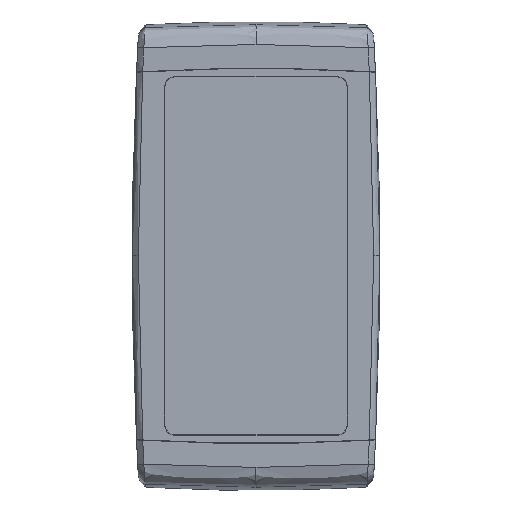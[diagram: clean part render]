
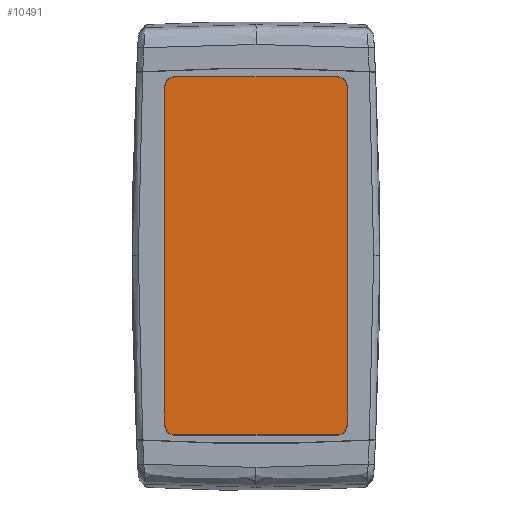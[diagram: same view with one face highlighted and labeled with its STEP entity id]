
A CAD part, top view. The second image highlights one B-rep face of the part: STEP entity #10491.
In plain terms, the highlighted face is planar.
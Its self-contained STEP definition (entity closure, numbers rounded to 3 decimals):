
#10390=CARTESIAN_POINT('',(27.5,51.0,2.0));
#10391=VERTEX_POINT('',#10390);
#10392=CARTESIAN_POINT('',(27.5,-51.0,2.0));
#10393=VERTEX_POINT('',#10392);
#10394=CARTESIAN_POINT('',(27.5,51.0,2.0));
#10395=DIRECTION('',(0.0,-1.0,0.0));
#10396=VECTOR('',#10395,102.0);
#10397=LINE('',#10394,#10396);
#10398=EDGE_CURVE('',#10391,#10393,#10397,.T.);
#10425=CARTESIAN_POINT('',(0.0,0.,2.0));
#10426=DIRECTION('',(0.0,0.0,1.0));
#10427=DIRECTION('',(1.0,0.0,0.0));
#10428=AXIS2_PLACEMENT_3D('',#10425,#10426,#10427);
#10429=PLANE('',#10428);
#10430=ORIENTED_EDGE('',*,*,#10398,.T.);
#10431=CARTESIAN_POINT('',(24.5,-54.0,2.0));
#10432=VERTEX_POINT('',#10431);
#10433=CARTESIAN_POINT('',(24.5,-51.0,2.0));
#10434=DIRECTION('',(0.0,0.0,-1.));
#10435=DIRECTION('',(0.707,-0.707,0.0));
#10436=AXIS2_PLACEMENT_3D('',#10433,#10434,#10435);
#10437=CIRCLE('',#10436,3.);
#10438=EDGE_CURVE('',#10393,#10432,#10437,.T.);
#10439=ORIENTED_EDGE('',*,*,#10438,.T.);
#10440=CARTESIAN_POINT('',(-24.5,-54.0,2.0));
#10441=VERTEX_POINT('',#10440);
#10442=CARTESIAN_POINT('',(24.5,-54.0,2.0));
#10443=DIRECTION('',(-1.0,0.0,0.0));
#10444=VECTOR('',#10443,49.);
#10445=LINE('',#10442,#10444);
#10446=EDGE_CURVE('',#10432,#10441,#10445,.T.);
#10447=ORIENTED_EDGE('',*,*,#10446,.T.);
#10448=CARTESIAN_POINT('',(-27.5,-51.0,2.0));
#10449=VERTEX_POINT('',#10448);
#10450=CARTESIAN_POINT('',(-24.5,-51.0,2.0));
#10451=DIRECTION('',(0.0,0.0,-1.));
#10452=DIRECTION('',(-0.707,-0.707,0.0));
#10453=AXIS2_PLACEMENT_3D('',#10450,#10451,#10452);
#10454=CIRCLE('',#10453,3.);
#10455=EDGE_CURVE('',#10441,#10449,#10454,.T.);
#10456=ORIENTED_EDGE('',*,*,#10455,.T.);
#10457=CARTESIAN_POINT('',(-27.5,51.0,2.0));
#10458=VERTEX_POINT('',#10457);
#10459=CARTESIAN_POINT('',(-27.5,-51.0,2.0));
#10460=DIRECTION('',(0.0,1.0,0.0));
#10461=VECTOR('',#10460,102.0);
#10462=LINE('',#10459,#10461);
#10463=EDGE_CURVE('',#10449,#10458,#10462,.T.);
#10464=ORIENTED_EDGE('',*,*,#10463,.T.);
#10465=CARTESIAN_POINT('',(-24.5,54.0,2.0));
#10466=VERTEX_POINT('',#10465);
#10467=CARTESIAN_POINT('',(-24.5,51.0,2.0));
#10468=DIRECTION('',(0.0,0.0,-1.));
#10469=DIRECTION('',(-0.707,0.707,0.0));
#10470=AXIS2_PLACEMENT_3D('',#10467,#10468,#10469);
#10471=CIRCLE('',#10470,3.);
#10472=EDGE_CURVE('',#10458,#10466,#10471,.T.);
#10473=ORIENTED_EDGE('',*,*,#10472,.T.);
#10474=CARTESIAN_POINT('',(24.5,54.0,2.0));
#10475=VERTEX_POINT('',#10474);
#10476=CARTESIAN_POINT('',(-24.5,54.0,2.0));
#10477=DIRECTION('',(1.0,0.0,0.0));
#10478=VECTOR('',#10477,49.);
#10479=LINE('',#10476,#10478);
#10480=EDGE_CURVE('',#10466,#10475,#10479,.T.);
#10481=ORIENTED_EDGE('',*,*,#10480,.T.);
#10482=CARTESIAN_POINT('',(24.5,51.0,2.0));
#10483=DIRECTION('',(0.0,0.0,-1.));
#10484=DIRECTION('',(0.707,0.707,0.0));
#10485=AXIS2_PLACEMENT_3D('',#10482,#10483,#10484);
#10486=CIRCLE('',#10485,3.);
#10487=EDGE_CURVE('',#10475,#10391,#10486,.T.);
#10488=ORIENTED_EDGE('',*,*,#10487,.T.);
#10489=EDGE_LOOP('',(#10430,#10439,#10447,#10456,#10464,#10473,#10481,#10488));
#10490=FACE_OUTER_BOUND('',#10489,.T.);
#10491=ADVANCED_FACE('',(#10490),#10429,.F.);
